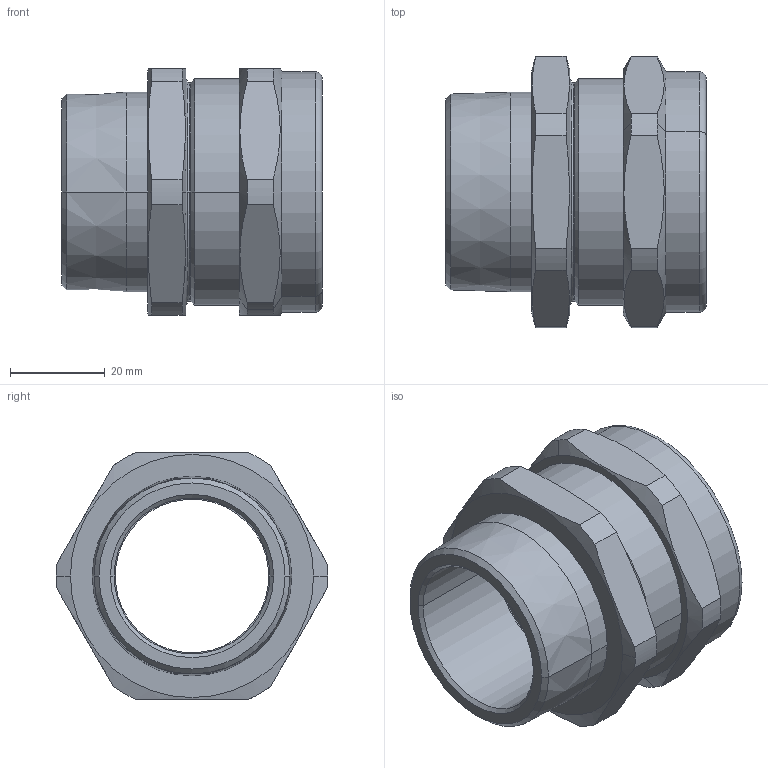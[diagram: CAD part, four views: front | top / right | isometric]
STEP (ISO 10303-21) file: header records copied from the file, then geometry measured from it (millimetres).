
FILE_DESCRIPTION (( 'STEP AP203' ), '1' );
FILE_NAME ('CG-125A128.STEP', '2020-07-09T08:53:11', ( '' ), ( '' ), 'SwSTEP 2.0', 'SolidWorks 2017', '' );
FILE_SCHEMA (( 'CONFIG_CONTROL_DESIGN' ));
Length unit declared in the file: millimetre
Products named in the file (1): CG-125A128
Bounding box: 54.92 x 57.2 x 52 mm (x, y, z)
Surface area: 20661.1 mm2 (no closed solid volume)
Topology: 0 solids, 5 shells, 91 faces, 354 edges, 272 vertices
Faces by surface type: cylinder 32, cone 28, plane 21, torus 10
Entity records: 5133 total; most frequent: CARTESIAN_POINT 2182, DIRECTION 566, ORIENTED_EDGE 552, EDGE_CURVE 354, VERTEX_POINT 272, AXIS2_PLACEMENT_3D 214, LINE 138, VECTOR 138
